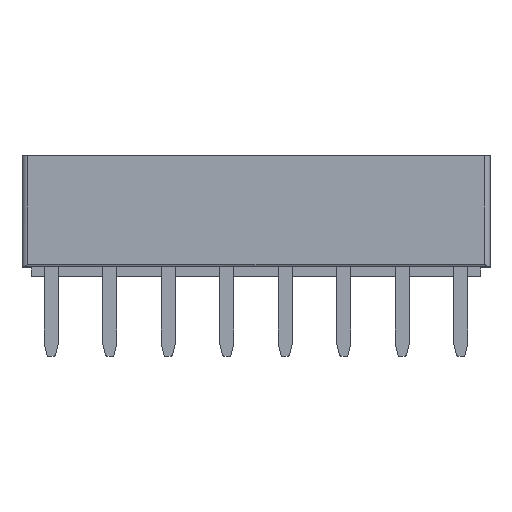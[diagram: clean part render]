
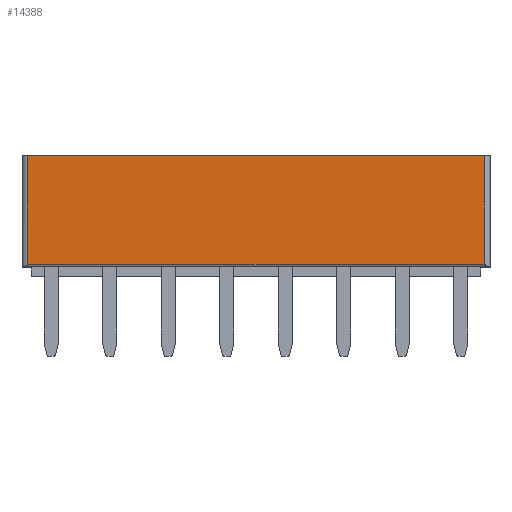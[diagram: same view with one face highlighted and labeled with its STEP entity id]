
A CAD part, top view. The second image highlights one B-rep face of the part: STEP entity #14388.
In plain terms, the highlighted planar face has unit normal (0, 0, 1).
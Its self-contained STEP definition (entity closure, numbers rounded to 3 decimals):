
#130 = VERTEX_POINT ( 'NONE', #16959 ) ;
#804 = DIRECTION ( 'NONE',  ( 0., 0., -1. ) ) ;
#1043 = VERTEX_POINT ( 'NONE', #19591 ) ;
#1122 = ORIENTED_EDGE ( 'NONE', *, *, #8044, .T. ) ;
#1145 = VECTOR ( 'NONE', #16237, 1000. ) ;
#1672 = DIRECTION ( 'NONE',  ( 0., 1., 0. ) ) ;
#2225 = CARTESIAN_POINT ( 'NONE',  ( 9.91, 33.218, 5.08 ) ) ;
#3050 = ORIENTED_EDGE ( 'NONE', *, *, #15044, .T. ) ;
#3101 = FACE_OUTER_BOUND ( 'NONE', #14534, .T. ) ;
#4160 = DIRECTION ( 'NONE',  ( 0., -1., 0. ) ) ;
#4425 = LINE ( 'NONE', #13393, #12163 ) ;
#5623 = CARTESIAN_POINT ( 'NONE',  ( 10.16, 0.53, 5.08 ) ) ;
#6237 = CARTESIAN_POINT ( 'NONE',  ( -10.16, 5.25, 5.08 ) ) ;
#7151 = CARTESIAN_POINT ( 'NONE',  ( -10.16, 33.218, 5.08 ) ) ;
#7371 = ORIENTED_EDGE ( 'NONE', *, *, #8502, .F. ) ;
#8044 = EDGE_CURVE ( 'NONE', #130, #18185, #12473, .T. ) ;
#8189 = AXIS2_PLACEMENT_3D ( 'NONE', #7151, #804, #10194 ) ;
#8502 = EDGE_CURVE ( 'NONE', #1043, #18185, #11488, .T. ) ;
#10194 = DIRECTION ( 'NONE',  ( -1., 0., 0. ) ) ;
#11488 = LINE ( 'NONE', #6237, #15049 ) ;
#11684 = PLANE ( 'NONE',  #8189 ) ;
#12163 = VECTOR ( 'NONE', #4160, 1000. ) ;
#12473 = LINE ( 'NONE', #2225, #18654 ) ;
#13393 = CARTESIAN_POINT ( 'NONE',  ( -9.91, 33.218, 5.08 ) ) ;
#14168 = CARTESIAN_POINT ( 'NONE',  ( -9.91, 0.53, 5.08 ) ) ;
#14388 = ADVANCED_FACE ( 'NONE', ( #3101 ), #11684, .F. ) ;
#14534 = EDGE_LOOP ( 'NONE', ( #7371, #14797, #3050, #1122 ) ) ;
#14797 = ORIENTED_EDGE ( 'NONE', *, *, #17559, .T. ) ;
#15044 = EDGE_CURVE ( 'NONE', #16244, #130, #19640, .T. ) ;
#15049 = VECTOR ( 'NONE', #16900, 1000. ) ;
#16237 = DIRECTION ( 'NONE',  ( 1., 0., 0. ) ) ;
#16244 = VERTEX_POINT ( 'NONE', #14168 ) ;
#16900 = DIRECTION ( 'NONE',  ( 1., 0., 0. ) ) ;
#16959 = CARTESIAN_POINT ( 'NONE',  ( 9.91, 0.53, 5.08 ) ) ;
#17559 = EDGE_CURVE ( 'NONE', #1043, #16244, #4425, .T. ) ;
#18185 = VERTEX_POINT ( 'NONE', #19017 ) ;
#18654 = VECTOR ( 'NONE', #1672, 1000. ) ;
#19017 = CARTESIAN_POINT ( 'NONE',  ( 9.91, 5.25, 5.08 ) ) ;
#19591 = CARTESIAN_POINT ( 'NONE',  ( -9.91, 5.25, 5.08 ) ) ;
#19640 = LINE ( 'NONE', #5623, #1145 ) ;
